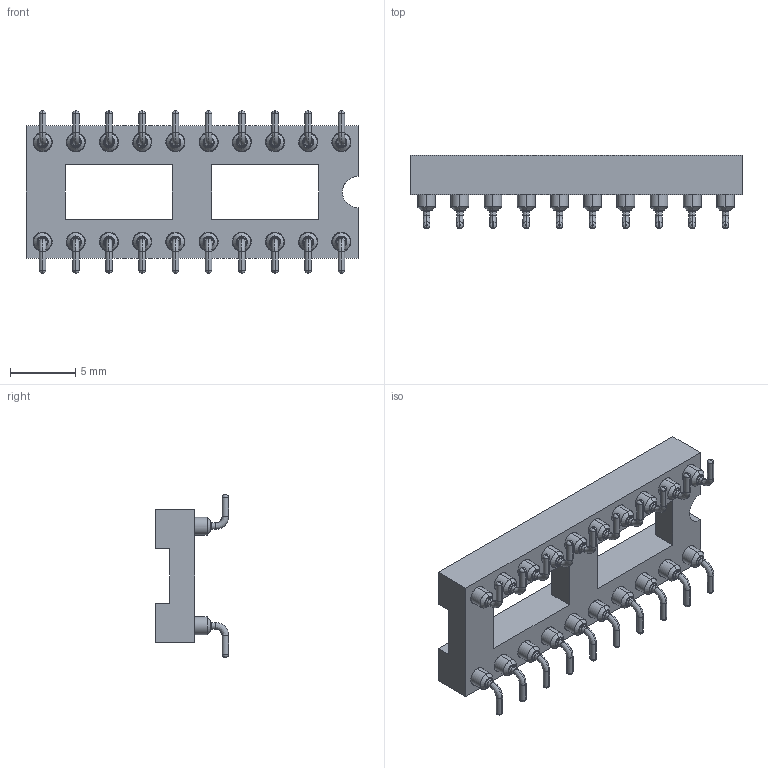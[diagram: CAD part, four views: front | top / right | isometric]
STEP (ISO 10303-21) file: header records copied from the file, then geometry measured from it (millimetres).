
FILE_DESCRIPTION( ('This file contains a STEP AP42 implementation' ,'as created by ZW3D STEP Interface translator.') ,'2;1' );
FILE_NAME( '7110-30120MXX074X1.stp' ,'231219.101537', (''), ('ZWCAD Software Co.'), 'Version 1.0', 'ZW3D to STEP translator', '' );
FILE_SCHEMA(('AUTOMOTIVE_DESIGN { 1 0 10303 214 1 1 1 1 }'));
Length unit declared in the file: millimetre
Products named in the file (2): 0; 7110-30120MXX074X1
Bounding box: 25.4 x 5.6 x 12.42 mm (x, y, z)
Volume: 481.8 mm3; surface area: 1846.4 mm2
Topology: 1 solids, 21 shells, 1679 faces, 4057 edges, 2478 vertices
Faces by surface type: bspline 760, plane 497, cone 340, cylinder 82
Entity records: 96667 total; most frequent: CARTESIAN_POINT 67288, ORIENTED_EDGE 8154, EDGE_CURVE 3997, B_SPLINE_CURVE_WITH_KNOTS 3837, VERTEX_POINT 2478, DIRECTION 1920, EDGE_LOOP 1841, FACE_OUTER_BOUND 1679
